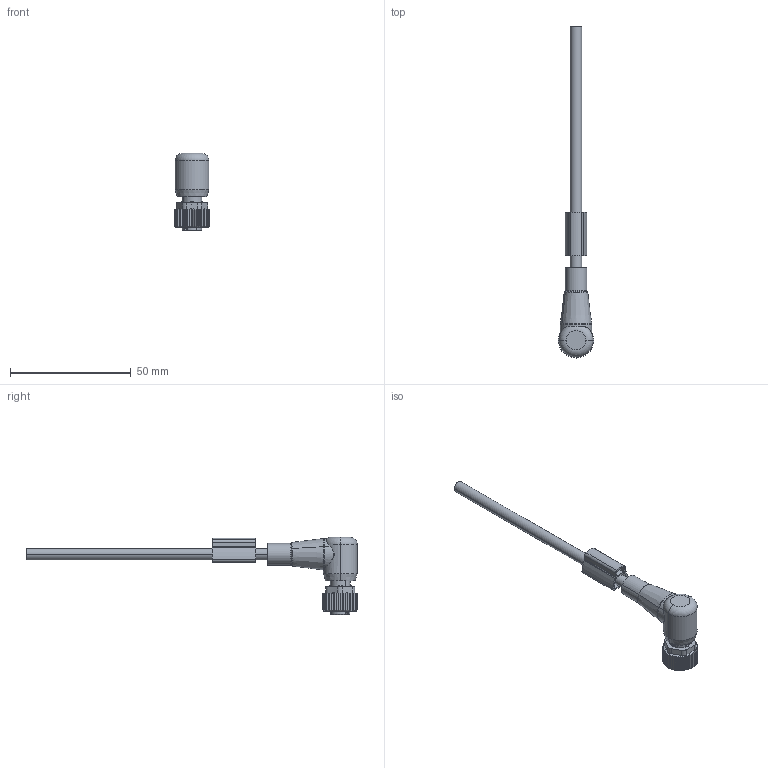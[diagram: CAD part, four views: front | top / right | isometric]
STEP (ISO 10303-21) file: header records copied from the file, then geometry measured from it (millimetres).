
FILE_DESCRIPTION(('CATIA V5 STEP Exchange','CAx-IF Rec.Pracs.--- Model Styling and Organization---1.4--- 2014-01-23'),'2;1');
FILE_NAME ('006121-4_0', '2020-04-14T08:27:58+00:00', ('none'), ('Weidmueller'), 'CATIA Version 5-6 Release 2016 SP3 HF44', 'CATIA V5 STEP AP214', 'none');
FILE_SCHEMA(('AUTOMOTIVE_DESIGN { 1 0 10303 214 1 1 1 1 }'));
Length unit declared in the file: millimetre
Products named in the file (1): 1092950300
Bounding box: 14.52 x 137.3 x 32 mm (x, y, z)
Volume: 8420.1 mm3; surface area: 7170 mm2
Topology: 15 solids, 15 shells, 533 faces, 1359 edges, 865 vertices
Faces by surface type: plane 247, cylinder 164, cone 62, torus 29, bspline 23, revolution 4, sphere 4
Entity records: 16901 total; most frequent: CARTESIAN_POINT 5377, ORIENTED_EDGE 2714, DIRECTION 1724, EDGE_CURVE 1357, VERTEX_POINT 865, AXIS2_PLACEMENT_3D 806, EDGE_LOOP 560, ADVANCED_FACE 533
